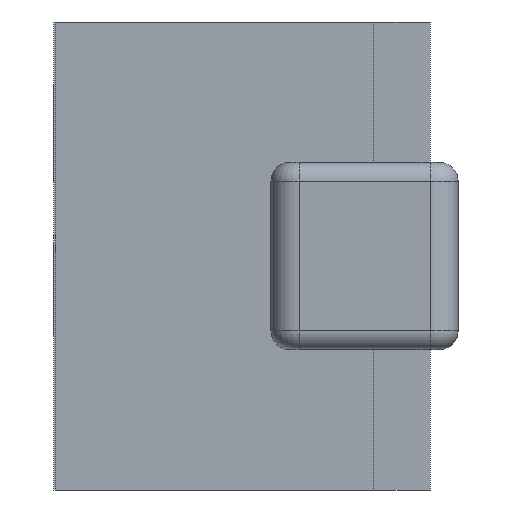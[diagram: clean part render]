
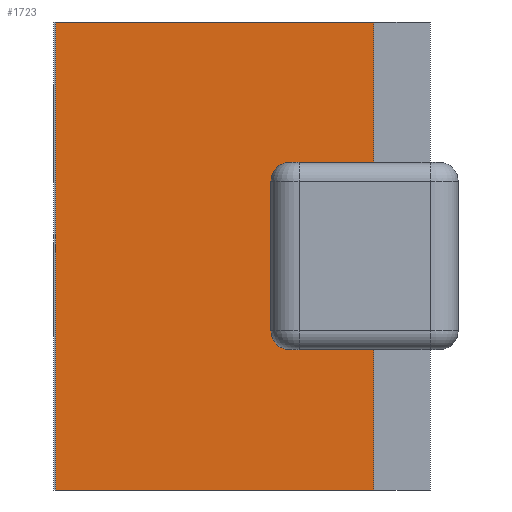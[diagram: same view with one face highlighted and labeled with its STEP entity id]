
A CAD part, left-side view. The second image highlights one B-rep face of the part: STEP entity #1723.
In plain terms, the highlighted planar face has unit normal (-1, 0, 0).
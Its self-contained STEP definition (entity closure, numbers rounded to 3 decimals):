
#280 = VECTOR ( 'NONE', #2018, 1000. ) ;
#324 = ORIENTED_EDGE ( 'NONE', *, *, #3711, .F. ) ;
#841 = CARTESIAN_POINT ( 'NONE',  ( 0., 2., 0. ) ) ;
#1116 = EDGE_CURVE ( 'NONE', #6865, #5198, #4989, .T. ) ;
#1608 = VECTOR ( 'NONE', #2157, 1000. ) ;
#1632 = DIRECTION ( 'NONE',  ( 0., -1., 0. ) ) ;
#1723 = ADVANCED_FACE ( 'NONE', ( #3668 ), #5934, .F. ) ;
#1763 = CARTESIAN_POINT ( 'NONE',  ( 0., 0.3, 0. ) ) ;
#2018 = DIRECTION ( 'NONE',  ( 0., 0., 1. ) ) ;
#2157 = DIRECTION ( 'NONE',  ( 0., -1., 0. ) ) ;
#2197 = AXIS2_PLACEMENT_3D ( 'NONE', #841, #3106, #5367 ) ;
#2956 = CARTESIAN_POINT ( 'NONE',  ( 0., 2., 0. ) ) ;
#3106 = DIRECTION ( 'NONE',  ( 1., 0., 0. ) ) ;
#3417 = EDGE_CURVE ( 'NONE', #5132, #5703, #4455, .T. ) ;
#3668 = FACE_OUTER_BOUND ( 'NONE', #6946, .T. ) ;
#3711 = EDGE_CURVE ( 'NONE', #6865, #5132, #4849, .T. ) ;
#3720 = VECTOR ( 'NONE', #1632, 1000. ) ;
#4024 = DIRECTION ( 'NONE',  ( 0., 0., -1. ) ) ;
#4183 = ORIENTED_EDGE ( 'NONE', *, *, #4314, .F. ) ;
#4314 = EDGE_CURVE ( 'NONE', #5703, #5198, #6852, .T. ) ;
#4455 = LINE ( 'NONE', #6723, #3720 ) ;
#4459 = CARTESIAN_POINT ( 'NONE',  ( 0., 0.3, 0. ) ) ;
#4849 = LINE ( 'NONE', #7106, #280 ) ;
#4989 = LINE ( 'NONE', #7246, #1608 ) ;
#5132 = VERTEX_POINT ( 'NONE', #2956 ) ;
#5198 = VERTEX_POINT ( 'NONE', #6957 ) ;
#5367 = DIRECTION ( 'NONE',  ( 0., 0., -1. ) ) ;
#5703 = VERTEX_POINT ( 'NONE', #4459 ) ;
#5934 = PLANE ( 'NONE',  #2197 ) ;
#5963 = VECTOR ( 'NONE', #4024, 1000. ) ;
#6144 = CARTESIAN_POINT ( 'NONE',  ( 0., 2., -2.5 ) ) ;
#6304 = ORIENTED_EDGE ( 'NONE', *, *, #1116, .T. ) ;
#6665 = ORIENTED_EDGE ( 'NONE', *, *, #3417, .F. ) ;
#6723 = CARTESIAN_POINT ( 'NONE',  ( 0., 2., 0. ) ) ;
#6852 = LINE ( 'NONE', #1763, #5963 ) ;
#6865 = VERTEX_POINT ( 'NONE', #6144 ) ;
#6946 = EDGE_LOOP ( 'NONE', ( #4183, #6665, #324, #6304 ) ) ;
#6957 = CARTESIAN_POINT ( 'NONE',  ( 0., 0.3, -2.5 ) ) ;
#7106 = CARTESIAN_POINT ( 'NONE',  ( 0., 2., 0. ) ) ;
#7246 = CARTESIAN_POINT ( 'NONE',  ( 0., 2., -2.5 ) ) ;
